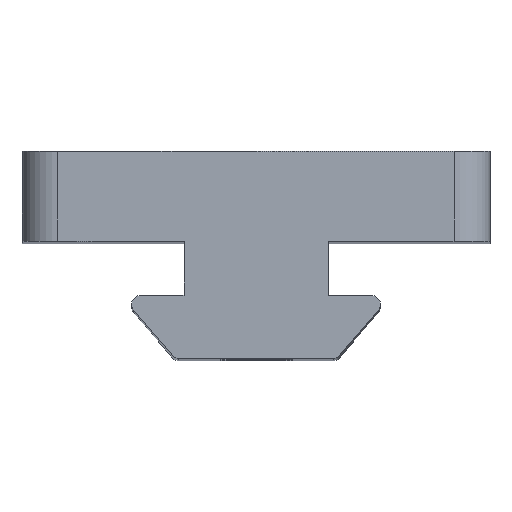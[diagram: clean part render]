
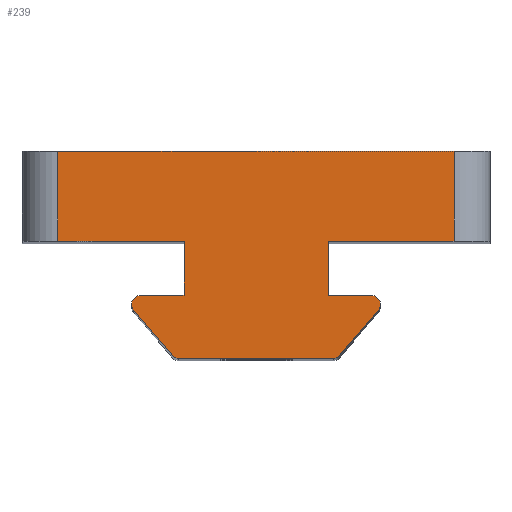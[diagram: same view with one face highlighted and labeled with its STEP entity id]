
A CAD part, top view. The second image highlights one B-rep face of the part: STEP entity #239.
In plain terms, the highlighted planar face has unit normal (0, 0, 1).
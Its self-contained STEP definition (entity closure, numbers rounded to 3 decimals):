
#73=CARTESIAN_POINT('',(8.684,-11.5,80.0));
#74=VERTEX_POINT('',#73);
#75=CARTESIAN_POINT('',(8.38,-11.36,80.0));
#76=VERTEX_POINT('',#75);
#77=CARTESIAN_POINT('',(8.684,-11.1,80.0));
#78=DIRECTION('',(0.0,0.0,-1.0));
#79=DIRECTION('',(-0.418,-0.909,0.0));
#80=AXIS2_PLACEMENT_3D('',#77,#78,#79);
#81=CIRCLE('',#80,0.4);
#82=EDGE_CURVE('',#74,#76,#81,.T.);
#110=CARTESIAN_POINT('',(13.,-4.734,80.0));
#111=DIRECTION('',(0.0,0.0,1.0));
#112=DIRECTION('',(1.0,0.0,0.0));
#113=AXIS2_PLACEMENT_3D('',#110,#111,#112);
#114=PLANE('',#113);
#115=ORIENTED_EDGE('',*,*,#82,.F.);
#116=CARTESIAN_POINT('',(17.316,-11.5,80.0));
#117=VERTEX_POINT('',#116);
#118=CARTESIAN_POINT('',(8.684,-11.5,80.0));
#119=DIRECTION('',(1.0,0.0,0.0));
#120=VECTOR('',#119,8.632);
#121=LINE('',#118,#120);
#122=EDGE_CURVE('',#74,#117,#121,.T.);
#123=ORIENTED_EDGE('',*,*,#122,.T.);
#124=CARTESIAN_POINT('',(17.62,-11.36,80.0));
#125=VERTEX_POINT('',#124);
#126=CARTESIAN_POINT('',(17.316,-11.1,80.0));
#127=DIRECTION('',(0.0,0.0,-1.0));
#128=DIRECTION('',(0.418,-0.909,0.0));
#129=AXIS2_PLACEMENT_3D('',#126,#127,#128);
#130=CIRCLE('',#129,0.4);
#131=EDGE_CURVE('',#125,#117,#130,.T.);
#132=ORIENTED_EDGE('',*,*,#131,.F.);
#133=CARTESIAN_POINT('',(19.793,-8.825,80.0));
#134=VERTEX_POINT('',#133);
#135=CARTESIAN_POINT('',(17.62,-11.36,80.0));
#136=DIRECTION('',(0.651,0.759,0.0));
#137=VECTOR('',#136,3.339);
#138=LINE('',#135,#137);
#139=EDGE_CURVE('',#125,#134,#138,.T.);
#140=ORIENTED_EDGE('',*,*,#139,.T.);
#141=CARTESIAN_POINT('',(19.413,-8.0,80.0));
#142=VERTEX_POINT('',#141);
#143=CARTESIAN_POINT('',(19.413,-8.5,80.0));
#144=DIRECTION('',(0.0,0.0,-1.0));
#145=DIRECTION('',(0.909,0.418,0.0));
#146=AXIS2_PLACEMENT_3D('',#143,#144,#145);
#147=CIRCLE('',#146,0.5);
#148=EDGE_CURVE('',#142,#134,#147,.T.);
#149=ORIENTED_EDGE('',*,*,#148,.F.);
#150=CARTESIAN_POINT('',(17.,-8.0,80.0));
#151=VERTEX_POINT('',#150);
#152=CARTESIAN_POINT('',(19.413,-8.0,80.0));
#153=DIRECTION('',(-1.0,0.0,0.0));
#154=VECTOR('',#153,2.413);
#155=LINE('',#152,#154);
#156=EDGE_CURVE('',#142,#151,#155,.T.);
#157=ORIENTED_EDGE('',*,*,#156,.T.);
#158=CARTESIAN_POINT('',(17.,-5.0,80.0));
#159=VERTEX_POINT('',#158);
#160=CARTESIAN_POINT('',(17.,-8.0,80.0));
#161=DIRECTION('',(0.0,1.0,0.0));
#162=VECTOR('',#161,3.0);
#163=LINE('',#160,#162);
#164=EDGE_CURVE('',#151,#159,#163,.T.);
#165=ORIENTED_EDGE('',*,*,#164,.T.);
#166=CARTESIAN_POINT('',(24.0,-5.0,80.0));
#167=VERTEX_POINT('',#166);
#168=CARTESIAN_POINT('',(17.,-5.0,80.0));
#169=DIRECTION('',(1.0,0.0,0.0));
#170=VECTOR('',#169,7.);
#171=LINE('',#168,#170);
#172=EDGE_CURVE('',#159,#167,#171,.T.);
#173=ORIENTED_EDGE('',*,*,#172,.T.);
#174=CARTESIAN_POINT('',(24.0,0.0,80.0));
#175=VERTEX_POINT('',#174);
#176=CARTESIAN_POINT('',(24.0,0.0,80.0));
#177=DIRECTION('',(0.0,-1.0,0.0));
#178=VECTOR('',#177,5.0);
#179=LINE('',#176,#178);
#180=EDGE_CURVE('',#175,#167,#179,.T.);
#181=ORIENTED_EDGE('',*,*,#180,.F.);
#182=CARTESIAN_POINT('',(2.0,0.0,80.0));
#183=VERTEX_POINT('',#182);
#184=CARTESIAN_POINT('',(24.0,0.0,80.0));
#185=DIRECTION('',(-1.0,0.0,0.0));
#186=VECTOR('',#185,22.0);
#187=LINE('',#184,#186);
#188=EDGE_CURVE('',#175,#183,#187,.T.);
#189=ORIENTED_EDGE('',*,*,#188,.T.);
#190=CARTESIAN_POINT('',(2.,-5.0,80.0));
#191=VERTEX_POINT('',#190);
#192=CARTESIAN_POINT('',(2.,-5.0,80.0));
#193=DIRECTION('',(0.0,1.0,0.0));
#194=VECTOR('',#193,5.0);
#195=LINE('',#192,#194);
#196=EDGE_CURVE('',#191,#183,#195,.T.);
#197=ORIENTED_EDGE('',*,*,#196,.F.);
#198=CARTESIAN_POINT('',(9.,-5.0,80.0));
#199=VERTEX_POINT('',#198);
#200=CARTESIAN_POINT('',(2.,-5.0,80.0));
#201=DIRECTION('',(1.0,0.0,0.0));
#202=VECTOR('',#201,7.);
#203=LINE('',#200,#202);
#204=EDGE_CURVE('',#191,#199,#203,.T.);
#205=ORIENTED_EDGE('',*,*,#204,.T.);
#206=CARTESIAN_POINT('',(9.0,-8.,80.0));
#207=VERTEX_POINT('',#206);
#208=CARTESIAN_POINT('',(9.,-5.0,80.0));
#209=DIRECTION('',(0.0,-1.0,0.0));
#210=VECTOR('',#209,3.);
#211=LINE('',#208,#210);
#212=EDGE_CURVE('',#199,#207,#211,.T.);
#213=ORIENTED_EDGE('',*,*,#212,.T.);
#214=CARTESIAN_POINT('',(6.587,-8.,80.0));
#215=VERTEX_POINT('',#214);
#216=CARTESIAN_POINT('',(9.0,-8.,80.0));
#217=DIRECTION('',(-1.0,0.0,0.0));
#218=VECTOR('',#217,2.413);
#219=LINE('',#216,#218);
#220=EDGE_CURVE('',#207,#215,#219,.T.);
#221=ORIENTED_EDGE('',*,*,#220,.T.);
#222=CARTESIAN_POINT('',(6.207,-8.825,80.0));
#223=VERTEX_POINT('',#222);
#224=CARTESIAN_POINT('',(6.587,-8.5,80.0));
#225=DIRECTION('',(0.0,0.0,-1.0));
#226=DIRECTION('',(-0.909,0.418,0.0));
#227=AXIS2_PLACEMENT_3D('',#224,#225,#226);
#228=CIRCLE('',#227,0.5);
#229=EDGE_CURVE('',#223,#215,#228,.T.);
#230=ORIENTED_EDGE('',*,*,#229,.F.);
#231=CARTESIAN_POINT('',(6.207,-8.825,80.0));
#232=DIRECTION('',(0.651,-0.759,0.0));
#233=VECTOR('',#232,3.339);
#234=LINE('',#231,#233);
#235=EDGE_CURVE('',#223,#76,#234,.T.);
#236=ORIENTED_EDGE('',*,*,#235,.T.);
#237=EDGE_LOOP('',(#115,#123,#132,#140,#149,#157,#165,#173,#181,#189,#197,#205,#213,#221,#230,#236));
#238=FACE_OUTER_BOUND('',#237,.T.);
#239=ADVANCED_FACE('',(#238),#114,.T.);
